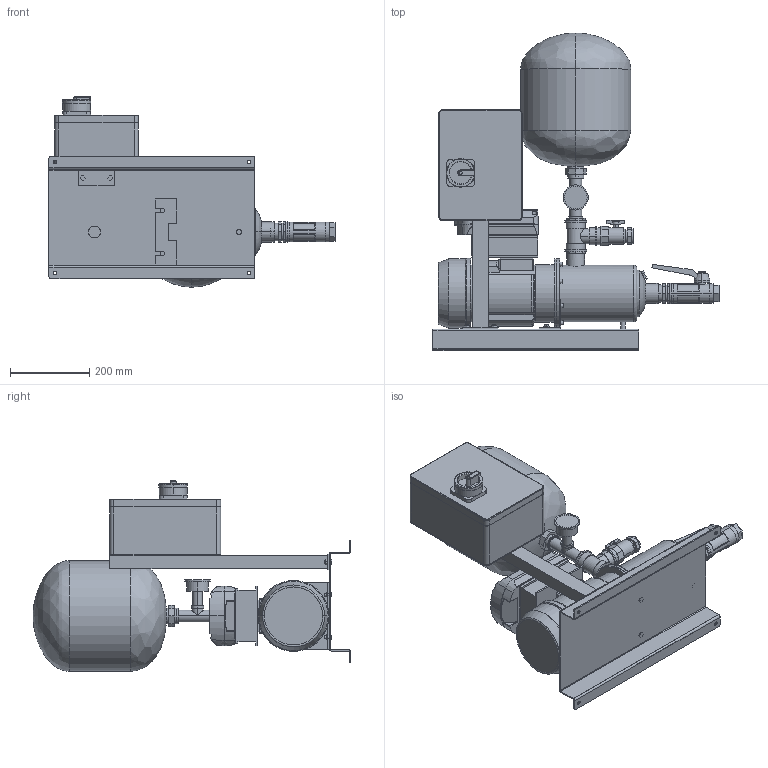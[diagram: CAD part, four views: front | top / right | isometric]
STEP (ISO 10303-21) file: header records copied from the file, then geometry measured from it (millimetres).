
FILE_DESCRIPTION (( 'STEP AP214' ), '1' );
FILE_NAME ('1EH_9-6_TE.STEP', '2022-03-02T10:07:03', ( '' ), ( '' ), 'SwSTEP 2.0', 'SolidWorks 2020', '' );
FILE_SCHEMA (( 'AUTOMOTIVE_DESIGN' ));
Length unit declared in the file: mil
Products named in the file (1): 1EH_9-6_TE
Bounding box: 722.6 x 803 x 481 mm (x, y, z)
Volume: 31562786 mm3; surface area: 2362260.1 mm2
Topology: 30 solids, 30 shells, 891 faces, 2132 edges, 1380 vertices
Faces by surface type: plane 480, cylinder 297, cone 66, torus 30, bspline 12, sphere 6
Entity records: 32634 total; most frequent: CARTESIAN_POINT 10651, DIRECTION 4351, ORIENTED_EDGE 4256, EDGE_CURVE 2128, AXIS2_PLACEMENT_3D 1544, VERTEX_POINT 1380, VECTOR 1263, LINE 1263
